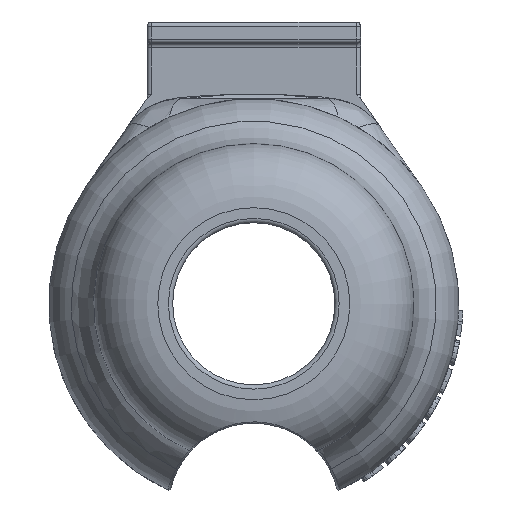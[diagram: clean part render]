
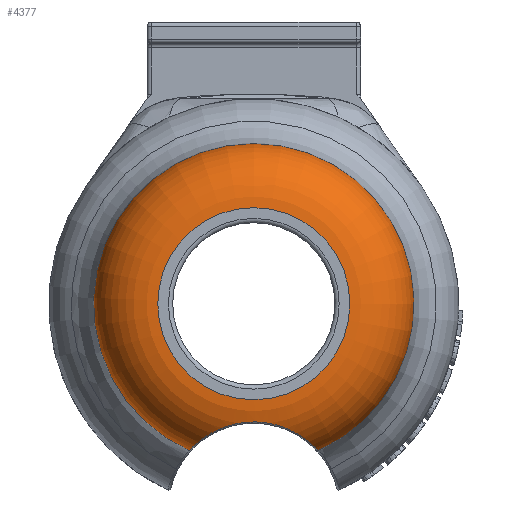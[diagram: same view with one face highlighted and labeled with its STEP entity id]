
A CAD part, front view. The second image highlights one B-rep face of the part: STEP entity #4377.
In plain terms, the highlighted toroidal (fillet/blend) face has major radius 22.5 mm and minor radius 15 mm.
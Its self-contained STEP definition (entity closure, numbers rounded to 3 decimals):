
#747=B_SPLINE_CURVE_WITH_KNOTS('',3,(#6336,#6337,#6338,#6339,#6340,#6341,
#6342,#6343,#6344,#6345,#6346,#6347,#6348),.UNSPECIFIED.,.F.,.F.,(4,1,1,
1,1,1,1,1,1,1,4),(-4.845,-4.152,-3.806,
-3.46,-2.768,-2.076,-1.846,
-1.384,-1.038,-0.692,0.),
 .UNSPECIFIED.);
#1171=FACE_OUTER_BOUND('',#1434,.T.);
#1434=EDGE_LOOP('',(#3104,#3105,#3106,#3107,#3108,#3109));
#1721=CIRCLE('',#4691,22.5);
#1722=CIRCLE('',#4692,15.);
#1723=CIRCLE('',#4693,37.5);
#1724=CIRCLE('',#4694,37.5);
#1847=VERTEX_POINT('',#6265);
#1849=VERTEX_POINT('',#6335);
#1865=VERTEX_POINT('',#6554);
#1866=VERTEX_POINT('',#6556);
#2319=EDGE_CURVE('',#1847,#1849,#747,.T.);
#2348=EDGE_CURVE('',#1865,#1865,#1721,.T.);
#2349=EDGE_CURVE('',#1865,#1866,#1722,.T.);
#2350=EDGE_CURVE('',#1866,#1849,#1723,.T.);
#2351=EDGE_CURVE('',#1847,#1866,#1724,.T.);
#3104=ORIENTED_EDGE('',*,*,#2348,.T.);
#3105=ORIENTED_EDGE('',*,*,#2349,.T.);
#3106=ORIENTED_EDGE('',*,*,#2350,.T.);
#3107=ORIENTED_EDGE('',*,*,#2319,.F.);
#3108=ORIENTED_EDGE('',*,*,#2351,.T.);
#3109=ORIENTED_EDGE('',*,*,#2349,.F.);
#4328=TOROIDAL_SURFACE('',#4690,22.5,15.);
#4377=ADVANCED_FACE('',(#1171),#4328,.T.);
#4690=AXIS2_PLACEMENT_3D('',#6553,#5049,#5050);
#4691=AXIS2_PLACEMENT_3D('',#6555,#5051,#5052);
#4692=AXIS2_PLACEMENT_3D('',#6557,#5053,#5054);
#4693=AXIS2_PLACEMENT_3D('',#6558,#5055,#5056);
#4694=AXIS2_PLACEMENT_3D('',#6559,#5057,#5058);
#5049=DIRECTION('center_axis',(0.,-1.,0.));
#5050=DIRECTION('ref_axis',(0.,0.,-1.));
#5051=DIRECTION('center_axis',(0.,1.,0.));
#5052=DIRECTION('ref_axis',(0.,0.,1.));
#5053=DIRECTION('center_axis',(-1.,0.,0.));
#5054=DIRECTION('ref_axis',(0.,0.,1.));
#5055=DIRECTION('center_axis',(0.,-1.,0.));
#5056=DIRECTION('ref_axis',(0.,0.,1.));
#5057=DIRECTION('center_axis',(0.,-1.,0.));
#5058=DIRECTION('ref_axis',(0.,0.,1.));
#6265=CARTESIAN_POINT('',(15.065,15.,-34.341));
#6335=CARTESIAN_POINT('',(-15.065,15.,-34.341));
#6336=CARTESIAN_POINT('Ctrl Pts',(15.065,15.,-34.341));
#6337=CARTESIAN_POINT('Ctrl Pts',(15.065,12.614,-34.341));
#6338=CARTESIAN_POINT('Ctrl Pts',(14.461,9.025,-33.636));
#6339=CARTESIAN_POINT('Ctrl Pts',(12.242,5.203,-31.752));
#6340=CARTESIAN_POINT('Ctrl Pts',(9.025,2.3,-29.624));
#6341=CARTESIAN_POINT('Ctrl Pts',(3.546,0.82,-27.56));
#6342=CARTESIAN_POINT('Ctrl Pts',(-1.972,0.853,-27.579));
#6343=CARTESIAN_POINT('Ctrl Pts',(-6.464,1.592,-28.646));
#6344=CARTESIAN_POINT('Ctrl Pts',(-9.565,2.802,-29.989));
#6345=CARTESIAN_POINT('Ctrl Pts',(-12.241,5.199,-31.75));
#6346=CARTESIAN_POINT('Ctrl Pts',(-14.462,9.031,-33.64));
#6347=CARTESIAN_POINT('Ctrl Pts',(-15.065,12.614,-34.341));
#6348=CARTESIAN_POINT('Ctrl Pts',(-15.065,15.,-34.341));
#6553=CARTESIAN_POINT('Origin',(0.,15.,0.));
#6554=CARTESIAN_POINT('',(0.,0.,22.5));
#6555=CARTESIAN_POINT('Origin',(0.,0.,0.));
#6556=CARTESIAN_POINT('',(0.,15.,37.5));
#6557=CARTESIAN_POINT('Origin',(0.,15.,22.5));
#6558=CARTESIAN_POINT('Origin',(0.,15.,0.));
#6559=CARTESIAN_POINT('Origin',(0.,15.,0.));
